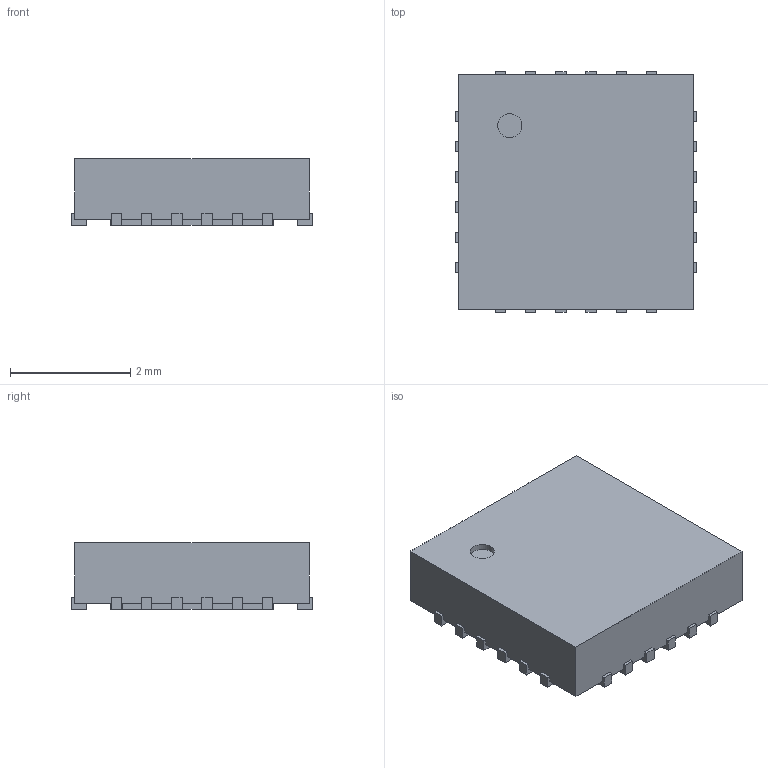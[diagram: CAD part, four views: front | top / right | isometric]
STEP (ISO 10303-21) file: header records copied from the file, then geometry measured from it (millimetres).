
FILE_DESCRIPTION(/* description */ ('model of QFN-24-1EP_4x4mm_P0.5mm_EP2.7x2.7mm'),/* implementation_level */ '2;1');
FILE_NAME(/* name */ 'QFN-24-1EP_4x4mm_P0.5mm_EP2.7x2.7mm.step',/* time_stamp */ '2018-11-02T18:08:08',/* author */ ('kicad StepUp','ksu'),/* organization */ ('FreeCAD'),/* preprocessor_version */ 'OCC',/* originating_system */ 'kicad StepUp',/* authorisation */ '');
FILE_SCHEMA(('AUTOMOTIVE_DESIGN { 1 0 10303 214 1 1 1 1 }'));
Length unit declared in the file: millimetre
Products named in the file (1): QFN_24_1EP_4x4mm_P05mm_EP27x27mm
Bounding box: 4 x 4 x 1.1 mm (x, y, z)
Volume: 16 mm3; surface area: 49.9 mm2
Topology: 1 solids, 1 shells, 158 faces, 462 edges, 308 vertices
Faces by surface type: plane 157, cylinder 1
Full cylindrical faces by diameter (mm): 0.4 x1
Entity records: 3593 total; most frequent: ORIENTED_EDGE 798, CARTESIAN_POINT 539, EDGE_CURVE 462, LINE 436, VERTEX_POINT 308, AXIS2_PLACEMENT_3D 160, FACE_BOUND 160, EDGE_LOOP 160
